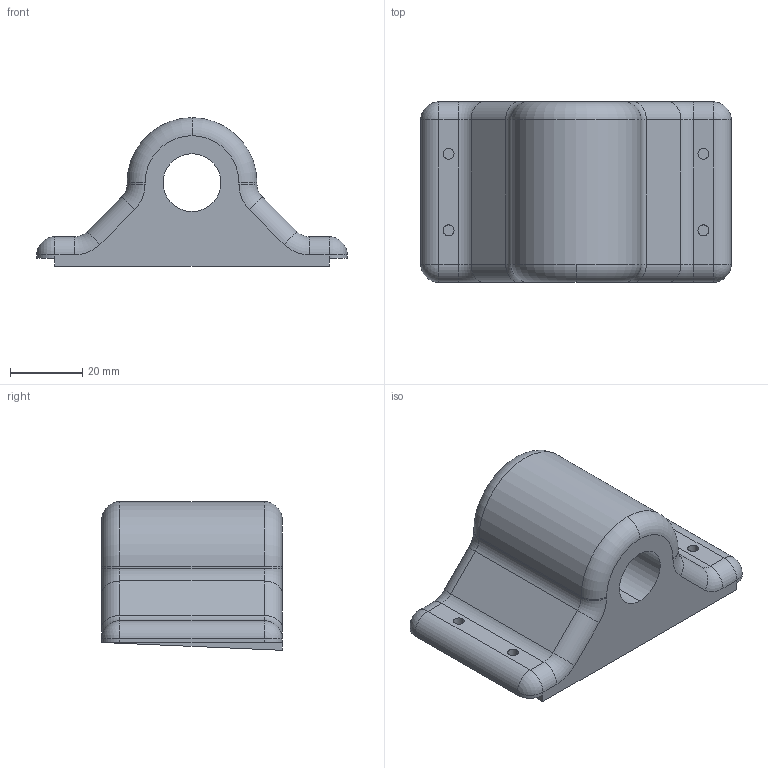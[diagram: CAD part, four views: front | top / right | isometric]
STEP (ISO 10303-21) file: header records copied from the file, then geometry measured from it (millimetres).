
FILE_DESCRIPTION (( 'STEP AP214' ), '1' );
FILE_NAME ('gligar__tailknuckle.STEP', '2024-12-12T17:28:14', ( '' ), ( '' ), 'SwSTEP 2.0', 'SolidWorks 2023', '' );
FILE_SCHEMA (( 'AUTOMOTIVE_DESIGN' ));
Length unit declared in the file: metre
Products named in the file (1): gligar__tailknuckle
Bounding box: 86 x 50 x 41.18 mm (x, y, z)
Volume: 78211.6 mm3; surface area: 16193.6 mm2
Topology: 1 solids, 1 shells, 67 faces, 149 edges, 84 vertices
Faces by surface type: cylinder 33, plane 19, torus 11, sphere 4
Entity records: 1841 total; most frequent: DIRECTION 360, CARTESIAN_POINT 297, ORIENTED_EDGE 290, AXIS2_PLACEMENT_3D 147, EDGE_CURVE 145, VERTEX_POINT 84, CIRCLE 79, EDGE_LOOP 73
